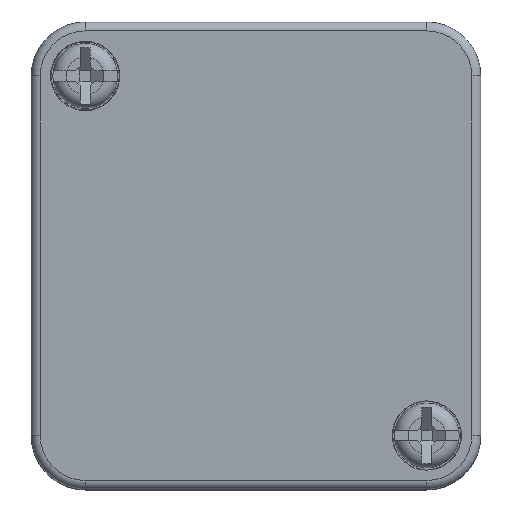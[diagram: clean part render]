
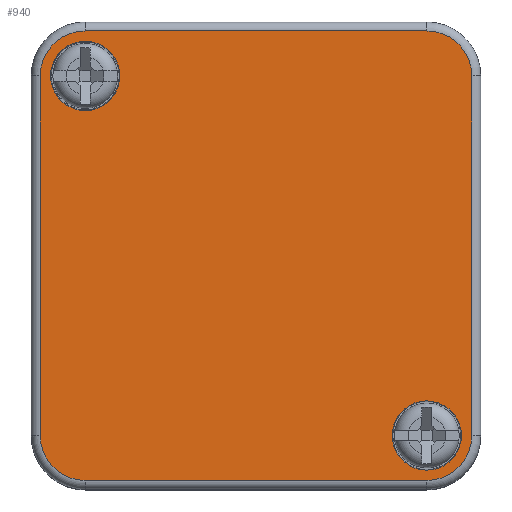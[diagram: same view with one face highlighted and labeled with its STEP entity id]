
A CAD part, top view. The second image highlights one B-rep face of the part: STEP entity #940.
In plain terms, the highlighted planar face has unit normal (0, 0, 1).
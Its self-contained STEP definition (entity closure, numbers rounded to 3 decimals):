
#940 = ADVANCED_FACE( '', ( #1975, #1976, #1977 ), #1978, .F. );
#1975 = FACE_BOUND( '', #3097, .T. );
#1976 = FACE_BOUND( '', #3098, .T. );
#1977 = FACE_OUTER_BOUND( '', #3099, .T. );
#1978 = PLANE( '', #3100 );
#3097 = EDGE_LOOP( '', ( #5620 ) );
#3098 = EDGE_LOOP( '', ( #5621 ) );
#3099 = EDGE_LOOP( '', ( #5622, #5623, #5624, #5625, #5626, #5627, #5628, #5629 ) );
#3100 = AXIS2_PLACEMENT_3D( '', #5630, #5631, #5632 );
#5620 = ORIENTED_EDGE( '', *, *, #7092, .F. );
#5621 = ORIENTED_EDGE( '', *, *, #7271, .F. );
#5622 = ORIENTED_EDGE( '', *, *, #7380, .T. );
#5623 = ORIENTED_EDGE( '', *, *, #7246, .F. );
#5624 = ORIENTED_EDGE( '', *, *, #7412, .T. );
#5625 = ORIENTED_EDGE( '', *, *, #7413, .T. );
#5626 = ORIENTED_EDGE( '', *, *, #6821, .F. );
#5627 = ORIENTED_EDGE( '', *, *, #6690, .T. );
#5628 = ORIENTED_EDGE( '', *, *, #7139, .F. );
#5629 = ORIENTED_EDGE( '', *, *, #7356, .F. );
#5630 = CARTESIAN_POINT( '', ( -24., 20., 10. ) );
#5631 = DIRECTION( '', ( 0., 0., -1. ) );
#5632 = DIRECTION( '', ( -1., 0., 0. ) );
#6690 = EDGE_CURVE( '', #8082, #8080, #8083, .T. );
#6821 = EDGE_CURVE( '', #8082, #8291, #8292, .T. );
#7092 = EDGE_CURVE( '', #8690, #8690, #8691, .T. );
#7139 = EDGE_CURVE( '', #8755, #8080, #8757, .T. );
#7246 = EDGE_CURVE( '', #8907, #8905, #8909, .T. );
#7271 = EDGE_CURVE( '', #8940, #8940, #8941, .T. );
#7356 = EDGE_CURVE( '', #9051, #8755, #9053, .T. );
#7380 = EDGE_CURVE( '', #9051, #8905, #9081, .T. );
#7412 = EDGE_CURVE( '', #8907, #9122, #9123, .T. );
#7413 = EDGE_CURVE( '', #9122, #8291, #9124, .T. );
#8080 = VERTEX_POINT( '', #9996 );
#8082 = VERTEX_POINT( '', #9998 );
#8083 = LINE( '', #9999, #10000 );
#8291 = VERTEX_POINT( '', #10275 );
#8292 = CIRCLE( '', #10276, 5. );
#8690 = VERTEX_POINT( '', #10842 );
#8691 = CIRCLE( '', #10843, 3.852 );
#8755 = VERTEX_POINT( '', #10925 );
#8757 = CIRCLE( '', #10927, 5. );
#8905 = VERTEX_POINT( '', #11130 );
#8907 = VERTEX_POINT( '', #11132 );
#8909 = LINE( '', #11134, #11135 );
#8940 = VERTEX_POINT( '', #11175 );
#8941 = CIRCLE( '', #11176, 3.852 );
#9051 = VERTEX_POINT( '', #11318 );
#9053 = LINE( '', #11320, #11321 );
#9081 = CIRCLE( '', #11365, 5. );
#9122 = VERTEX_POINT( '', #11422 );
#9123 = CIRCLE( '', #11423, 5. );
#9124 = LINE( '', #11424, #11425 );
#9996 = CARTESIAN_POINT( '', ( -24., -20., 10. ) );
#9998 = CARTESIAN_POINT( '', ( -24., 20., 10. ) );
#9999 = CARTESIAN_POINT( '', ( -24., 20., 10. ) );
#10000 = VECTOR( '', #12059, 1000. );
#10275 = CARTESIAN_POINT( '', ( -19., 25., 10. ) );
#10276 = AXIS2_PLACEMENT_3D( '', #12235, #12236, #12237 );
#10842 = CARTESIAN_POINT( '', ( 22.852, -20., 10. ) );
#10843 = AXIS2_PLACEMENT_3D( '', #12538, #12539, #12540 );
#10925 = CARTESIAN_POINT( '', ( -19., -25., 10. ) );
#10927 = AXIS2_PLACEMENT_3D( '', #12601, #12602, #12603 );
#11130 = CARTESIAN_POINT( '', ( 24., -20., 10. ) );
#11132 = CARTESIAN_POINT( '', ( 24., 20., 10. ) );
#11134 = CARTESIAN_POINT( '', ( 24., 20., 10. ) );
#11135 = VECTOR( '', #12733, 1000. );
#11175 = CARTESIAN_POINT( '', ( -15.148, 20., 10. ) );
#11176 = AXIS2_PLACEMENT_3D( '', #12758, #12759, #12760 );
#11318 = CARTESIAN_POINT( '', ( 19., -25., 10. ) );
#11320 = CARTESIAN_POINT( '', ( 19., -25., 10. ) );
#11321 = VECTOR( '', #12874, 1000. );
#11365 = AXIS2_PLACEMENT_3D( '', #12891, #12892, #12893 );
#11422 = CARTESIAN_POINT( '', ( 19., 25., 10. ) );
#11423 = AXIS2_PLACEMENT_3D( '', #12928, #12929, #12930 );
#11424 = CARTESIAN_POINT( '', ( 19., 25., 10. ) );
#11425 = VECTOR( '', #12931, 1000. );
#12059 = DIRECTION( '', ( 0., -1., 0. ) );
#12235 = CARTESIAN_POINT( '', ( -19., 20., 10. ) );
#12236 = DIRECTION( '', ( 0., 0., -1. ) );
#12237 = DIRECTION( '', ( -1., 0., 0. ) );
#12538 = CARTESIAN_POINT( '', ( 19., -20., 10. ) );
#12539 = DIRECTION( '', ( 0., 0., 1. ) );
#12540 = DIRECTION( '', ( 1., 0., 0. ) );
#12601 = CARTESIAN_POINT( '', ( -19., -20., 10. ) );
#12602 = DIRECTION( '', ( 0., 0., -1. ) );
#12603 = DIRECTION( '', ( -1., 0., 0. ) );
#12733 = DIRECTION( '', ( 0., -1., 0. ) );
#12758 = CARTESIAN_POINT( '', ( -19., 20., 10. ) );
#12759 = DIRECTION( '', ( 0., 0., 1. ) );
#12760 = DIRECTION( '', ( 1., 0., 0. ) );
#12874 = DIRECTION( '', ( -1., 0., 0. ) );
#12891 = CARTESIAN_POINT( '', ( 19., -20., 10. ) );
#12892 = DIRECTION( '', ( 0., 0., 1. ) );
#12893 = DIRECTION( '', ( 1., 0., 0. ) );
#12928 = CARTESIAN_POINT( '', ( 19., 20., 10. ) );
#12929 = DIRECTION( '', ( 0., 0., 1. ) );
#12930 = DIRECTION( '', ( 1., 0., 0. ) );
#12931 = DIRECTION( '', ( -1., 0., 0. ) );
